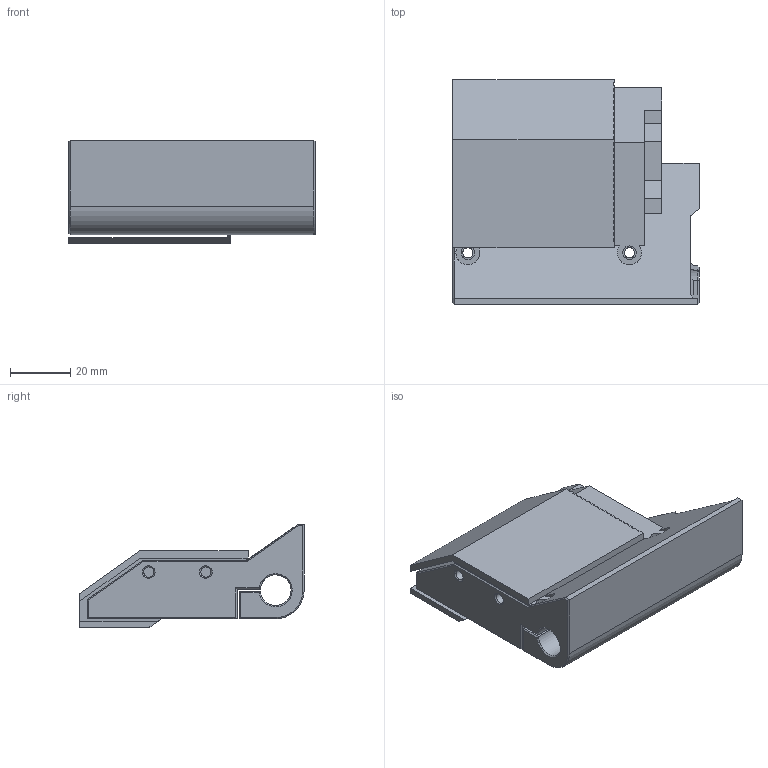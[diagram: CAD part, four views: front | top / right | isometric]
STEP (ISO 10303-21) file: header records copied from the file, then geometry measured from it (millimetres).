
FILE_DESCRIPTION(('FreeCAD Model'),'2;1');
FILE_NAME('Open CASCADE Shape Model','2024-08-08T23:54:35',(''),(''), 'Open CASCADE STEP processor 7.6','FreeCAD','Unknown');
FILE_SCHEMA(('AUTOMOTIVE_DESIGN { 1 0 10303 214 1 1 1 1 }'));
Length unit declared in the file: millimetre
Products named in the file (3): Claw_Mount; Mount-Body; Support-Body
Assembly tree (2 placements, depth 2):
  Claw_Mount
    Mount-Body
    Support-Body
Bounding box: 82 x 74.69 x 34.44 mm (x, y, z)
Volume: 76077.4 mm3; surface area: 35697.8 mm2
Topology: 2 solids, 2 shells, 240 faces, 668 edges, 435 vertices
Faces by surface type: plane 209, cylinder 24, cone 7
Full cylindrical faces by diameter (mm): 1.8 x3, 3.4 x8, 4.5 x3, 6.1 x2
Entity records: 16547 total; most frequent: CARTESIAN_POINT 3027, DIRECTION 2513, LINE 1844, VECTOR 1844, ORIENTED_EDGE 1334, PCURVE 1334, DEFINITIONAL_REPRESENTATION 1334, EDGE_CURVE 667
